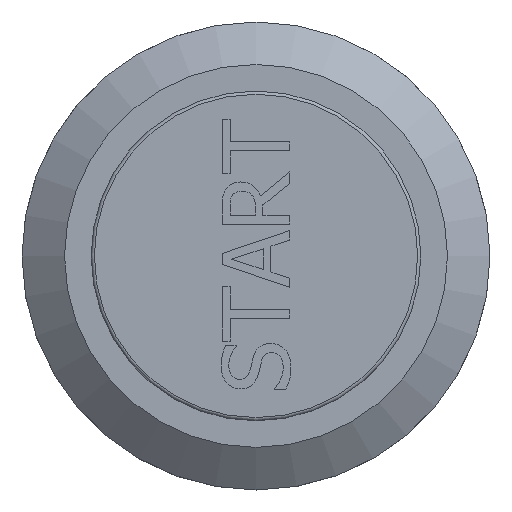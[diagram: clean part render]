
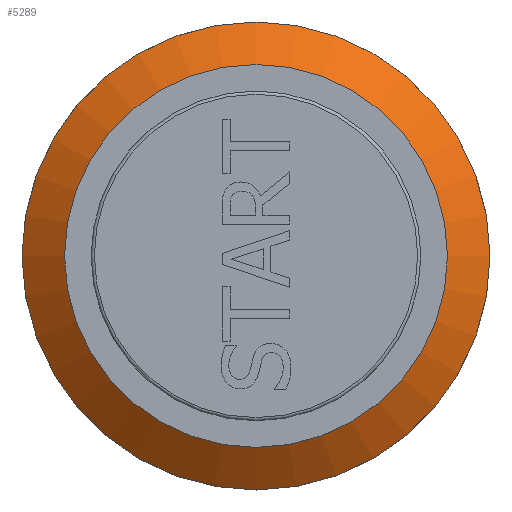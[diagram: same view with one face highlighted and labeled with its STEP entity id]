
A CAD part, top view. The second image highlights one B-rep face of the part: STEP entity #5289.
In plain terms, the highlighted conical face has half-angle 53.13 degrees and reference radius 10 mm.
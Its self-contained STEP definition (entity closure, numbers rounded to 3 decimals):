
#16=CONICAL_SURFACE('',#5656,10.,0.927);
#239=CIRCLE('',#5654,11.);
#240=CIRCLE('',#5655,11.);
#241=CIRCLE('',#5657,9.);
#242=CIRCLE('',#5658,9.);
#657=FACE_OUTER_BOUND('',#954,.T.);
#954=EDGE_LOOP('',(#4835,#4836,#4837,#4838,#4839,#4840));
#1475=LINE('',#9131,#1992);
#1992=VECTOR('',#6876,10.);
#2522=VERTEX_POINT('',#9121);
#2523=VERTEX_POINT('',#9122);
#2524=VERTEX_POINT('',#9127);
#2525=VERTEX_POINT('',#9128);
#3295=EDGE_CURVE('',#2522,#2523,#239,.T.);
#3296=EDGE_CURVE('',#2523,#2522,#240,.T.);
#3298=EDGE_CURVE('',#2524,#2525,#241,.T.);
#3299=EDGE_CURVE('',#2525,#2524,#242,.T.);
#3300=EDGE_CURVE('',#2525,#2523,#1475,.T.);
#4835=ORIENTED_EDGE('',*,*,#3298,.F.);
#4836=ORIENTED_EDGE('',*,*,#3299,.F.);
#4837=ORIENTED_EDGE('',*,*,#3300,.T.);
#4838=ORIENTED_EDGE('',*,*,#3296,.T.);
#4839=ORIENTED_EDGE('',*,*,#3295,.T.);
#4840=ORIENTED_EDGE('',*,*,#3300,.F.);
#5289=ADVANCED_FACE('',(#657),#16,.T.);
#5654=AXIS2_PLACEMENT_3D('',#9123,#6865,#6866);
#5655=AXIS2_PLACEMENT_3D('',#9124,#6867,#6868);
#5656=AXIS2_PLACEMENT_3D('',#9126,#6870,#6871);
#5657=AXIS2_PLACEMENT_3D('',#9129,#6872,#6873);
#5658=AXIS2_PLACEMENT_3D('',#9130,#6874,#6875);
#6865=DIRECTION('center_axis',(0.,0.,1.));
#6866=DIRECTION('ref_axis',(0.,-1.,0.));
#6867=DIRECTION('center_axis',(0.,0.,1.));
#6868=DIRECTION('ref_axis',(0.,-1.,0.));
#6870=DIRECTION('center_axis',(0.,0.,-1.));
#6871=DIRECTION('ref_axis',(0.,-1.,0.));
#6872=DIRECTION('center_axis',(0.,0.,1.));
#6873=DIRECTION('ref_axis',(0.,-1.,0.));
#6874=DIRECTION('center_axis',(0.,0.,1.));
#6875=DIRECTION('ref_axis',(0.,-1.,0.));
#6876=DIRECTION('',(0.,0.8,-0.6));
#9121=CARTESIAN_POINT('',(0.,-11.,0.5));
#9122=CARTESIAN_POINT('',(0.,11.,0.5));
#9123=CARTESIAN_POINT('Origin',(0.,0.,0.5));
#9124=CARTESIAN_POINT('Origin',(0.,0.,0.5));
#9126=CARTESIAN_POINT('Origin',(0.,0.,1.25));
#9127=CARTESIAN_POINT('',(0.,-9.,2.));
#9128=CARTESIAN_POINT('',(0.,9.,2.));
#9129=CARTESIAN_POINT('Origin',(0.,0.,2.));
#9130=CARTESIAN_POINT('Origin',(0.,0.,2.));
#9131=CARTESIAN_POINT('',(0.,10.,1.25));
